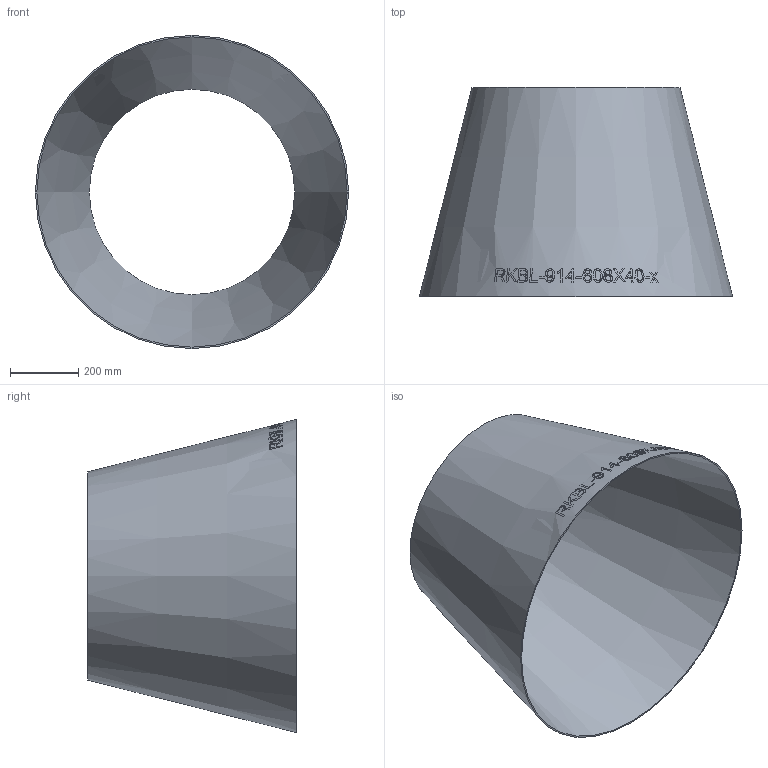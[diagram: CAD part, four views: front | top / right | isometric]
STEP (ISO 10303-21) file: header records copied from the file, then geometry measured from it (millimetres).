
FILE_DESCRIPTION (( 'STEP AP214' ), '1' );
FILE_NAME ('RKBL-914-608X40-x Reduzierung aus Blech ISO-sonstige 2007.STEP', '2020-07-17T09:20:17', ( '' ), ( '' ), 'SwSTEP 2.0', 'SolidWorks 2019', '' );
FILE_SCHEMA (( 'AUTOMOTIVE_DESIGN' ));
Length unit declared in the file: millimetre
Products named in the file (1): RKBL-914-608X40-x Reduzierung aus Blech ISO-sonstige 2007
Bounding box: 914.4 x 610 x 914.4 mm (x, y, z)
Volume: 5930297.6 mm3; surface area: 3011102.5 mm2
Topology: 1 solids, 1 shells, 232 faces, 606 edges, 404 vertices
Faces by surface type: bspline 200, cone 30, plane 2
Entity records: 50438 total; most frequent: CARTESIAN_POINT 44090, ORIENTED_EDGE 1208, EDGE_CURVE 604, B_SPLINE_CURVE_WITH_KNOTS 600, VERTEX_POINT 404, EDGE_LOOP 264, ADVANCED_FACE 232, FACE_OUTER_BOUND 232
